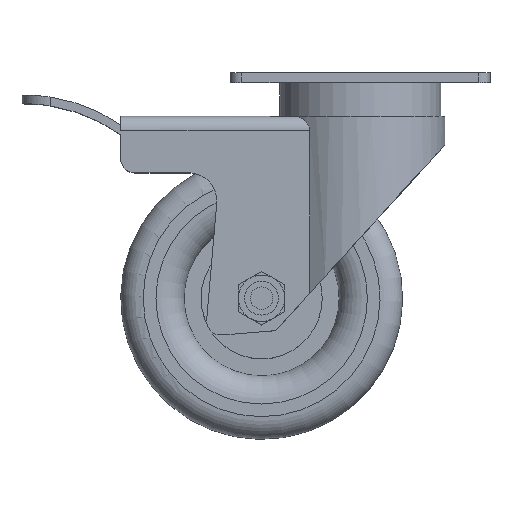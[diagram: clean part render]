
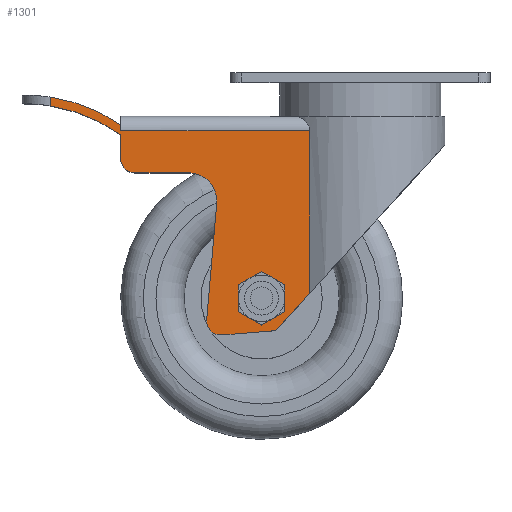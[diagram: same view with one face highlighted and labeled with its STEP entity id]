
A CAD part, top view. The second image highlights one B-rep face of the part: STEP entity #1301.
In plain terms, the highlighted planar face has unit normal (0, 0, 1).
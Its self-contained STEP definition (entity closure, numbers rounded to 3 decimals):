
#674=CARTESIAN_POINT('',(-89.227,-81.25,56.5));
#675=VERTEX_POINT('',#674);
#682=CARTESIAN_POINT('',(-81.,-86.,56.5));
#683=VERTEX_POINT('',#682);
#684=CARTESIAN_POINT('',(-81.,-86.0,56.5));
#685=DIRECTION('',(-0.866,0.5,0.));
#686=VECTOR('',#685,9.5);
#687=LINE('',#684,#686);
#688=EDGE_CURVE('',#683,#675,#687,.T.);
#706=CARTESIAN_POINT('',(-89.227,-71.75,56.5));
#707=VERTEX_POINT('',#706);
#714=CARTESIAN_POINT('',(-89.227,-81.25,56.5));
#715=DIRECTION('',(0.0,1.0,0.0));
#716=VECTOR('',#715,9.5);
#717=LINE('',#714,#716);
#718=EDGE_CURVE('',#675,#707,#717,.T.);
#731=CARTESIAN_POINT('',(-81.,-67.0,56.5));
#732=VERTEX_POINT('',#731);
#739=CARTESIAN_POINT('',(-89.227,-71.75,56.5));
#740=DIRECTION('',(0.866,0.5,0.));
#741=VECTOR('',#740,9.5);
#742=LINE('',#739,#741);
#743=EDGE_CURVE('',#707,#732,#742,.T.);
#755=CARTESIAN_POINT('',(-72.773,-71.75,56.5));
#756=VERTEX_POINT('',#755);
#763=CARTESIAN_POINT('',(-81.,-67.0,56.5));
#764=DIRECTION('',(0.866,-0.5,0.));
#765=VECTOR('',#764,9.5);
#766=LINE('',#763,#765);
#767=EDGE_CURVE('',#732,#756,#766,.T.);
#780=CARTESIAN_POINT('',(-72.773,-81.25,56.5));
#781=VERTEX_POINT('',#780);
#788=CARTESIAN_POINT('',(-72.773,-71.75,56.5));
#789=DIRECTION('',(0.0,-1.0,0.0));
#790=VECTOR('',#789,9.5);
#791=LINE('',#788,#790);
#792=EDGE_CURVE('',#756,#781,#791,.T.);
#806=CARTESIAN_POINT('',(-72.773,-81.25,56.5));
#807=DIRECTION('',(-0.866,-0.5,0.0));
#808=VECTOR('',#807,9.5);
#809=LINE('',#806,#808);
#810=EDGE_CURVE('',#781,#683,#809,.T.);
#1131=CARTESIAN_POINT('',(-156.0,-8.25,56.5));
#1132=VERTEX_POINT('',#1131);
#1146=CARTESIAN_POINT('',(-156.0,-5.126,56.5));
#1147=VERTEX_POINT('',#1146);
#1148=CARTESIAN_POINT('',(-156.0,-8.25,56.5));
#1149=DIRECTION('',(0.0,1.0,0.0));
#1150=VECTOR('',#1149,3.124);
#1151=LINE('',#1148,#1150);
#1152=EDGE_CURVE('',#1132,#1147,#1151,.T.);
#1178=CARTESIAN_POINT('',(-93.187,-43.561,56.5));
#1179=DIRECTION('',(0.0,0.0,1.0));
#1180=DIRECTION('',(1.0,0.0,0.0));
#1181=AXIS2_PLACEMENT_3D('',#1178,#1179,#1180);
#1182=PLANE('',#1181);
#1183=ORIENTED_EDGE('',*,*,#1152,.F.);
#1184=CARTESIAN_POINT('',(-131.0,-18.519,56.5));
#1185=VERTEX_POINT('',#1184);
#1186=CARTESIAN_POINT('',(-165.413,-66.732,56.5));
#1187=DIRECTION('',(0.0,0.0,-1.0));
#1188=DIRECTION('',(0.01,-1.,0.0));
#1189=AXIS2_PLACEMENT_3D('',#1186,#1187,#1188);
#1190=CIRCLE('',#1189,59.235);
#1191=EDGE_CURVE('',#1132,#1185,#1190,.T.);
#1192=ORIENTED_EDGE('',*,*,#1191,.T.);
#1193=CARTESIAN_POINT('',(-131.0,-27.,56.5));
#1194=VERTEX_POINT('',#1193);
#1195=CARTESIAN_POINT('',(-131.0,-27.,56.5));
#1196=DIRECTION('',(0.0,1.0,0.0));
#1197=VECTOR('',#1196,8.481);
#1198=LINE('',#1195,#1197);
#1199=EDGE_CURVE('',#1194,#1185,#1198,.T.);
#1200=ORIENTED_EDGE('',*,*,#1199,.F.);
#1201=CARTESIAN_POINT('',(-126.0,-32.,56.5));
#1202=VERTEX_POINT('',#1201);
#1203=CARTESIAN_POINT('',(-126.0,-27.,56.5));
#1204=DIRECTION('',(0.,0.,1.0));
#1205=DIRECTION('',(-0.707,-0.707,0.));
#1206=AXIS2_PLACEMENT_3D('',#1203,#1204,#1205);
#1207=CIRCLE('',#1206,5.);
#1208=EDGE_CURVE('',#1194,#1202,#1207,.T.);
#1209=ORIENTED_EDGE('',*,*,#1208,.T.);
#1210=CARTESIAN_POINT('',(-106.899,-32.,56.5));
#1211=VERTEX_POINT('',#1210);
#1212=CARTESIAN_POINT('',(-106.899,-32.,56.5));
#1213=DIRECTION('',(-1.0,0.0,0.0));
#1214=VECTOR('',#1213,19.101);
#1215=LINE('',#1212,#1214);
#1216=EDGE_CURVE('',#1211,#1202,#1215,.T.);
#1217=ORIENTED_EDGE('',*,*,#1216,.F.);
#1218=CARTESIAN_POINT('',(-96.936,-42.859,56.5));
#1219=VERTEX_POINT('',#1218);
#1220=CARTESIAN_POINT('',(-106.899,-42.,56.5));
#1221=DIRECTION('',(0.,0.,-1.0));
#1222=DIRECTION('',(0.737,0.676,0.));
#1223=AXIS2_PLACEMENT_3D('',#1220,#1221,#1222);
#1224=CIRCLE('',#1223,10.);
#1225=EDGE_CURVE('',#1211,#1219,#1224,.T.);
#1226=ORIENTED_EDGE('',*,*,#1225,.T.);
#1227=CARTESIAN_POINT('',(-100.493,-84.115,56.5));
#1228=VERTEX_POINT('',#1227);
#1229=CARTESIAN_POINT('',(-100.493,-84.115,56.5));
#1230=DIRECTION('',(0.086,0.996,0.0));
#1231=VECTOR('',#1230,41.41);
#1232=LINE('',#1229,#1231);
#1233=EDGE_CURVE('',#1228,#1219,#1232,.T.);
#1234=ORIENTED_EDGE('',*,*,#1233,.F.);
#1235=CARTESIAN_POINT('',(-95.112,-89.529,56.5));
#1236=VERTEX_POINT('',#1235);
#1237=CARTESIAN_POINT('',(-95.511,-84.545,56.5));
#1238=DIRECTION('',(0.,0.,1.0));
#1239=DIRECTION('',(-0.709,-0.705,0.));
#1240=AXIS2_PLACEMENT_3D('',#1237,#1238,#1239);
#1241=CIRCLE('',#1240,5.0);
#1242=EDGE_CURVE('',#1228,#1236,#1241,.T.);
#1243=ORIENTED_EDGE('',*,*,#1242,.T.);
#1244=CARTESIAN_POINT('',(-76.0,-88.,56.5));
#1245=VERTEX_POINT('',#1244);
#1246=CARTESIAN_POINT('',(-76.0,-88.,56.5));
#1247=DIRECTION('',(-0.997,-0.08,0.));
#1248=VECTOR('',#1247,19.174);
#1249=LINE('',#1246,#1248);
#1250=EDGE_CURVE('',#1245,#1236,#1249,.T.);
#1251=ORIENTED_EDGE('',*,*,#1250,.F.);
#1252=CARTESIAN_POINT('',(-64.0,-74.8,56.5));
#1253=VERTEX_POINT('',#1252);
#1254=CARTESIAN_POINT('',(-64.,-74.8,56.5));
#1255=DIRECTION('',(-0.673,-0.74,0.));
#1256=VECTOR('',#1255,17.839);
#1257=LINE('',#1254,#1256);
#1258=EDGE_CURVE('',#1253,#1245,#1257,.T.);
#1259=ORIENTED_EDGE('',*,*,#1258,.F.);
#1260=CARTESIAN_POINT('',(-64.0,-17.,56.5));
#1261=VERTEX_POINT('',#1260);
#1262=CARTESIAN_POINT('',(-64.0,-17.,56.5));
#1263=DIRECTION('',(0.0,-1.0,0.0));
#1264=VECTOR('',#1263,57.8);
#1265=LINE('',#1262,#1264);
#1266=EDGE_CURVE('',#1261,#1253,#1265,.T.);
#1267=ORIENTED_EDGE('',*,*,#1266,.F.);
#1268=CARTESIAN_POINT('',(-130.994,-17.,56.5));
#1269=VERTEX_POINT('',#1268);
#1270=CARTESIAN_POINT('',(-130.994,-17.,56.5));
#1271=DIRECTION('',(1.0,0.0,0.0));
#1272=VECTOR('',#1271,66.994);
#1273=LINE('',#1270,#1272);
#1274=EDGE_CURVE('',#1269,#1261,#1273,.T.);
#1275=ORIENTED_EDGE('',*,*,#1274,.F.);
#1276=CARTESIAN_POINT('',(-130.994,-15.,56.5));
#1277=VERTEX_POINT('',#1276);
#1278=CARTESIAN_POINT('',(-130.994,-17.,56.5));
#1279=DIRECTION('',(0.0,1.0,0.0));
#1280=VECTOR('',#1279,2.);
#1281=LINE('',#1278,#1280);
#1282=EDGE_CURVE('',#1269,#1277,#1281,.T.);
#1283=ORIENTED_EDGE('',*,*,#1282,.T.);
#1284=CARTESIAN_POINT('',(-164.685,-63.721,56.5));
#1285=DIRECTION('',(0.0,0.0,1.0));
#1286=DIRECTION('',(-0.022,1.,0.0));
#1287=AXIS2_PLACEMENT_3D('',#1284,#1285,#1286);
#1288=CIRCLE('',#1287,59.235);
#1289=EDGE_CURVE('',#1277,#1147,#1288,.T.);
#1290=ORIENTED_EDGE('',*,*,#1289,.T.);
#1291=EDGE_LOOP('',(#1183,#1192,#1200,#1209,#1217,#1226,#1234,#1243,#1251,#1259,#1267,#1275,#1283,#1290));
#1292=FACE_OUTER_BOUND('',#1291,.T.);
#1293=ORIENTED_EDGE('',*,*,#767,.T.);
#1294=ORIENTED_EDGE('',*,*,#792,.T.);
#1295=ORIENTED_EDGE('',*,*,#810,.T.);
#1296=ORIENTED_EDGE('',*,*,#688,.T.);
#1297=ORIENTED_EDGE('',*,*,#718,.T.);
#1298=ORIENTED_EDGE('',*,*,#743,.T.);
#1299=EDGE_LOOP('',(#1293,#1294,#1295,#1296,#1297,#1298));
#1300=FACE_BOUND('',#1299,.T.);
#1301=ADVANCED_FACE('',(#1292,#1300),#1182,.T.);
